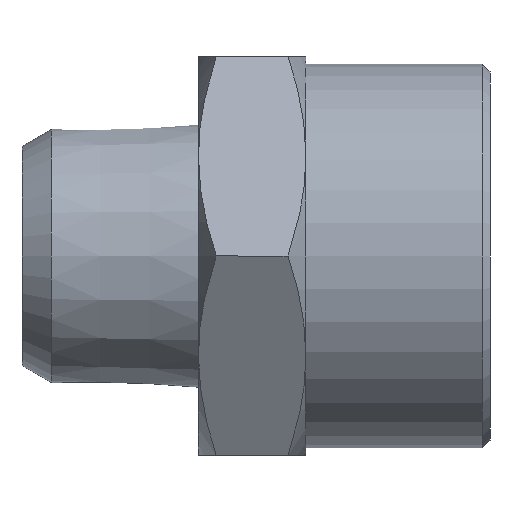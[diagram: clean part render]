
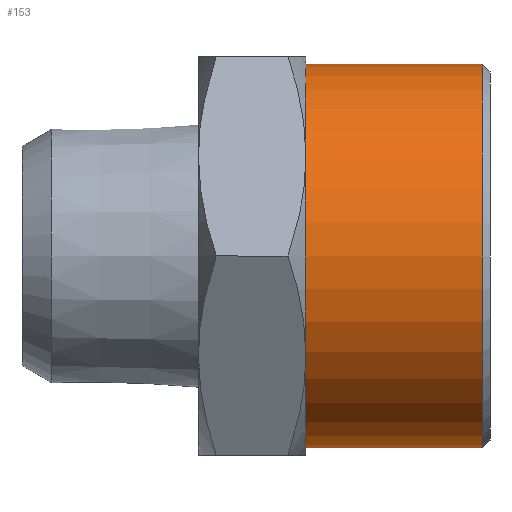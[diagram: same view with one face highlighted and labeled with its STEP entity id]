
A CAD part, left-side view. The second image highlights one B-rep face of the part: STEP entity #153.
In plain terms, the highlighted cylindrical face has radius 12.5 mm (diameter 25 mm), a full revolution.
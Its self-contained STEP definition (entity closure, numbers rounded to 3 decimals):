
#15 = AXIS2_PLACEMENT_3D ( 'NONE', #334, #333, #336 ) ;
#49 = EDGE_CURVE ( 'NONE', #797, #797, #622, .T. ) ;
#52 = EDGE_CURVE ( 'NONE', #795, #795, #661, .T. ) ;
#99 = AXIS2_PLACEMENT_3D ( 'NONE', #306, #305, #304 ) ;
#101 = AXIS2_PLACEMENT_3D ( 'NONE', #342, #355, #341 ) ;
#153 = ADVANCED_FACE ( 'NONE', ( #820, #804 ), #803, .T. ) ;
#260 = CARTESIAN_POINT ( 'NONE',  ( 0., 0.5, 12.5 ) ) ;
#284 = CARTESIAN_POINT ( 'NONE',  ( 0., 12., -12.5 ) ) ;
#304 = DIRECTION ( 'NONE',  ( 0., 0., 1. ) ) ;
#305 = DIRECTION ( 'NONE',  ( 0., 1., 0. ) ) ;
#306 = CARTESIAN_POINT ( 'NONE',  ( 0., 0.5, 0. ) ) ;
#333 = DIRECTION ( 'NONE',  ( 0., -1., 0. ) ) ;
#334 = CARTESIAN_POINT ( 'NONE',  ( 0., 12., 0. ) ) ;
#336 = DIRECTION ( 'NONE',  ( 0., 0., -1. ) ) ;
#341 = DIRECTION ( 'NONE',  ( 0., 0., -1. ) ) ;
#342 = CARTESIAN_POINT ( 'NONE',  ( 0., 12., 0. ) ) ;
#355 = DIRECTION ( 'NONE',  ( 0., 1., 0. ) ) ;
#579 = EDGE_LOOP ( 'NONE', ( #757 ) ) ;
#611 = EDGE_LOOP ( 'NONE', ( #758 ) ) ;
#622 = CIRCLE ( 'NONE', #101, 12.5 ) ;
#661 = CIRCLE ( 'NONE', #99, 12.5 ) ;
#757 = ORIENTED_EDGE ( 'NONE', *, *, #52, .T. ) ;
#758 = ORIENTED_EDGE ( 'NONE', *, *, #49, .F. ) ;
#795 = VERTEX_POINT ( 'NONE', #260 ) ;
#797 = VERTEX_POINT ( 'NONE', #284 ) ;
#803 = CYLINDRICAL_SURFACE ( 'NONE', #15, 12.5 ) ;
#804 = FACE_OUTER_BOUND ( 'NONE', #611, .T. ) ;
#820 = FACE_OUTER_BOUND ( 'NONE', #579, .T. ) ;
